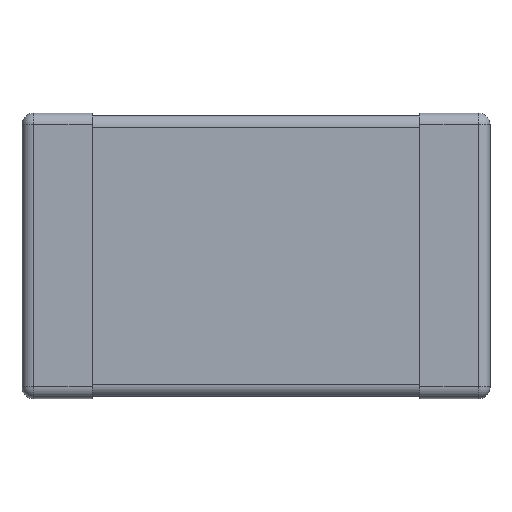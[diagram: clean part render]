
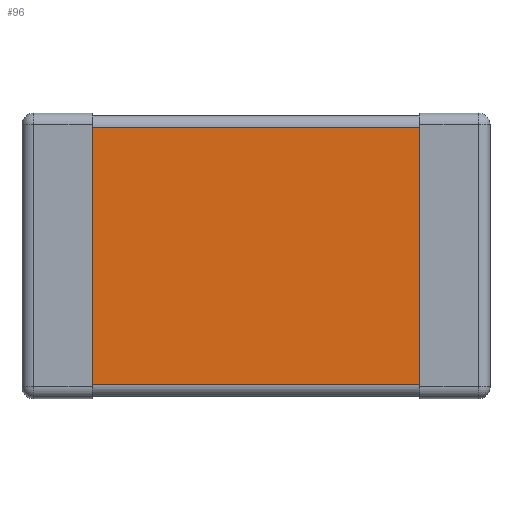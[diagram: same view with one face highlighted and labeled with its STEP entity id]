
A CAD part, top view. The second image highlights one B-rep face of the part: STEP entity #96.
In plain terms, the highlighted planar face has unit normal (0, 0, 1).
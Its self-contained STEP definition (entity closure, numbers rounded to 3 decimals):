
#83 = VERTEX_POINT ( 'NONE', #1559 ) ;
#96 = ADVANCED_FACE ( 'NONE', ( #630 ), #265, .F. ) ;
#112 = AXIS2_PLACEMENT_3D ( 'NONE', #505, #622, #1617 ) ;
#151 = EDGE_CURVE ( 'NONE', #364, #819, #1792, .T. ) ;
#156 = LINE ( 'NONE', #815, #885 ) ;
#265 = PLANE ( 'NONE',  #112 ) ;
#276 = EDGE_CURVE ( 'NONE', #653, #819, #913, .T. ) ;
#294 = VECTOR ( 'NONE', #729, 1000. ) ;
#364 = VERTEX_POINT ( 'NONE', #860 ) ;
#389 = DIRECTION ( 'NONE',  ( 1., 0., 0. ) ) ;
#440 = EDGE_LOOP ( 'NONE', ( #1629, #1295, #586, #1795 ) ) ;
#505 = CARTESIAN_POINT ( 'NONE',  ( -1., 0.6, 0.49 ) ) ;
#586 = ORIENTED_EDGE ( 'NONE', *, *, #871, .F. ) ;
#591 = CARTESIAN_POINT ( 'NONE',  ( 0.7, -0.55, 0.49 ) ) ;
#622 = DIRECTION ( 'NONE',  ( 0., 0., -1. ) ) ;
#630 = FACE_OUTER_BOUND ( 'NONE', #440, .T. ) ;
#653 = VERTEX_POINT ( 'NONE', #846 ) ;
#686 = LINE ( 'NONE', #737, #294 ) ;
#729 = DIRECTION ( 'NONE',  ( 0., 1., 0. ) ) ;
#737 = CARTESIAN_POINT ( 'NONE',  ( -0.7, 0.6, 0.49 ) ) ;
#775 = DIRECTION ( 'NONE',  ( 0., -1., 0. ) ) ;
#815 = CARTESIAN_POINT ( 'NONE',  ( -0.7, 0.55, 0.49 ) ) ;
#819 = VERTEX_POINT ( 'NONE', #591 ) ;
#846 = CARTESIAN_POINT ( 'NONE',  ( -0.7, -0.55, 0.49 ) ) ;
#860 = CARTESIAN_POINT ( 'NONE',  ( 0.7, 0.55, 0.49 ) ) ;
#871 = EDGE_CURVE ( 'NONE', #653, #83, #686, .T. ) ;
#885 = VECTOR ( 'NONE', #1377, 1000. ) ;
#913 = LINE ( 'NONE', #1405, #1288 ) ;
#1288 = VECTOR ( 'NONE', #389, 1000. ) ;
#1295 = ORIENTED_EDGE ( 'NONE', *, *, #1529, .T. ) ;
#1377 = DIRECTION ( 'NONE',  ( -1., 0., 0. ) ) ;
#1397 = VECTOR ( 'NONE', #775, 1000. ) ;
#1405 = CARTESIAN_POINT ( 'NONE',  ( 0.7, -0.55, 0.49 ) ) ;
#1529 = EDGE_CURVE ( 'NONE', #364, #83, #156, .T. ) ;
#1559 = CARTESIAN_POINT ( 'NONE',  ( -0.7, 0.55, 0.49 ) ) ;
#1617 = DIRECTION ( 'NONE',  ( -1., 0., 0. ) ) ;
#1629 = ORIENTED_EDGE ( 'NONE', *, *, #151, .F. ) ;
#1637 = CARTESIAN_POINT ( 'NONE',  ( 0.7, 0.6, 0.49 ) ) ;
#1792 = LINE ( 'NONE', #1637, #1397 ) ;
#1795 = ORIENTED_EDGE ( 'NONE', *, *, #276, .T. ) ;
